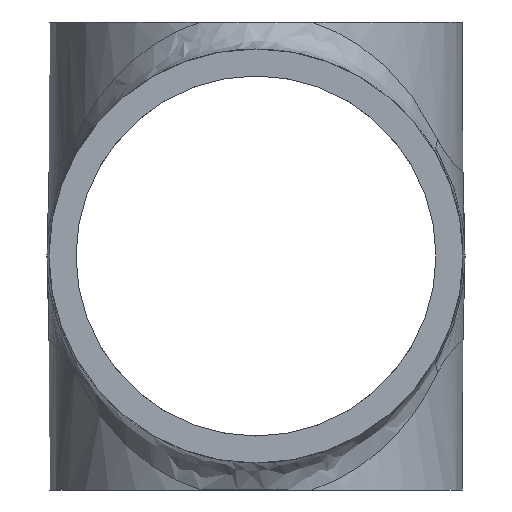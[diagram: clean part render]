
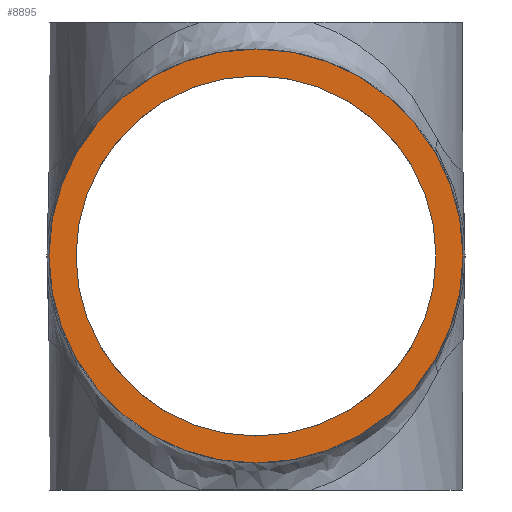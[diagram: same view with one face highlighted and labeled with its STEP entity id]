
A CAD part, left-side view. The second image highlights one B-rep face of the part: STEP entity #8895.
In plain terms, the highlighted planar face has unit normal (-1, 0, 0).
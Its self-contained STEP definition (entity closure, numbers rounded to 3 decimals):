
#7587=CARTESIAN_POINT('',(-40.,-10.0,0.0));
#7588=VERTEX_POINT('',#7587);
#7589=CARTESIAN_POINT('',(-40.,0.0,0.0));
#7590=DIRECTION('',(-1.0,0.0,0.0));
#7591=DIRECTION('',(0.0,-1.0,0.0));
#7592=AXIS2_PLACEMENT_3D('',#7589,#7590,#7591);
#7593=CIRCLE('',#7592,10.0);
#7594=EDGE_CURVE('',#7588,#7588,#7593,.T.);
#8755=CARTESIAN_POINT('',(-40.,-11.5,0.0));
#8756=VERTEX_POINT('',#8755);
#8757=CARTESIAN_POINT('',(-40.,0.0,0.0));
#8758=DIRECTION('',(-1.0,0.0,0.0));
#8759=DIRECTION('',(0.0,-1.0,0.0));
#8760=AXIS2_PLACEMENT_3D('',#8757,#8758,#8759);
#8761=CIRCLE('',#8760,11.5);
#8762=EDGE_CURVE('',#8756,#8756,#8761,.T.);
#8884=CARTESIAN_POINT('',(-40.,-10.75,0.0));
#8885=DIRECTION('',(-1.0,0.0,0.0));
#8886=DIRECTION('',(0.0,0.0,1.0));
#8887=AXIS2_PLACEMENT_3D('',#8884,#8885,#8886);
#8888=PLANE('',#8887);
#8889=ORIENTED_EDGE('',*,*,#8762,.T.);
#8890=EDGE_LOOP('',(#8889));
#8891=FACE_OUTER_BOUND('',#8890,.T.);
#8892=ORIENTED_EDGE('',*,*,#7594,.F.);
#8893=EDGE_LOOP('',(#8892));
#8894=FACE_BOUND('',#8893,.T.);
#8895=ADVANCED_FACE('',(#8891,#8894),#8888,.T.);
